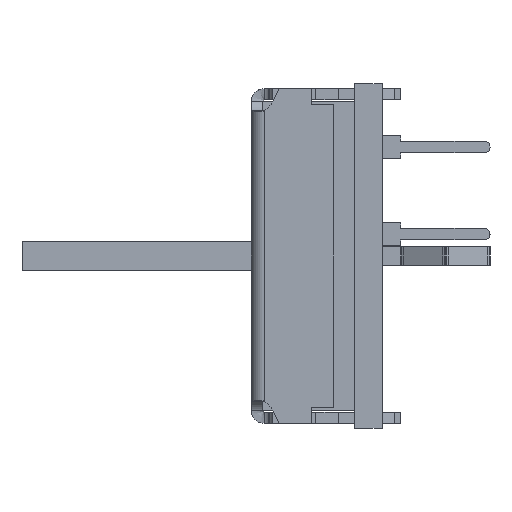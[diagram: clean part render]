
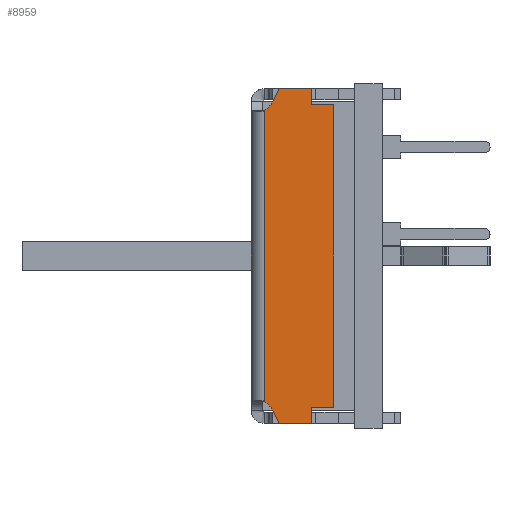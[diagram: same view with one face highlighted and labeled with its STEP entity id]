
A CAD part, left-side view. The second image highlights one B-rep face of the part: STEP entity #8959.
In plain terms, the highlighted planar face has unit normal (-1, 0, 0).
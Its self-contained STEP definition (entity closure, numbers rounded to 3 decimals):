
#37 = ORIENTED_EDGE ( 'NONE', *, *, #4475, .T. ) ;
#45 = EDGE_CURVE ( 'NONE', #11118, #5547, #2170, .T. ) ;
#75 = CIRCLE ( 'NONE', #5680, 0.65 ) ;
#167 = ORIENTED_EDGE ( 'NONE', *, *, #1492, .F. ) ;
#169 = CARTESIAN_POINT ( 'NONE',  ( -63.8, 6.126, -6.126 ) ) ;
#350 = EDGE_CURVE ( 'NONE', #9669, #11598, #9376, .T. ) ;
#429 = VERTEX_POINT ( 'NONE', #3772 ) ;
#471 = CIRCLE ( 'NONE', #10712, 0.65 ) ;
#488 = CARTESIAN_POINT ( 'NONE',  ( -63.8, 3.9, 6.6 ) ) ;
#495 = VECTOR ( 'NONE', #5811, 1000. ) ;
#610 = DIRECTION ( 'NONE',  ( 0., -1., 0. ) ) ;
#739 = EDGE_CURVE ( 'NONE', #981, #4952, #10606, .T. ) ;
#844 = ORIENTED_EDGE ( 'NONE', *, *, #3562, .T. ) ;
#981 = VERTEX_POINT ( 'NONE', #2342 ) ;
#1121 = ORIENTED_EDGE ( 'NONE', *, *, #350, .F. ) ;
#1187 = DIRECTION ( 'NONE',  ( 0., 0., -1. ) ) ;
#1479 = ORIENTED_EDGE ( 'NONE', *, *, #11441, .F. ) ;
#1492 = EDGE_CURVE ( 'NONE', #11118, #9669, #7768, .T. ) ;
#1544 = CARTESIAN_POINT ( 'NONE',  ( -63.8, 5.761, -6.491 ) ) ;
#1549 = EDGE_CURVE ( 'NONE', #5547, #3367, #10916, .T. ) ;
#1766 = CARTESIAN_POINT ( 'NONE',  ( -63.8, 6.221, -6.95 ) ) ;
#1823 = AXIS2_PLACEMENT_3D ( 'NONE', #8537, #2942, #7531 ) ;
#1906 = ORIENTED_EDGE ( 'NONE', *, *, #8139, .T. ) ;
#1953 = DIRECTION ( 'NONE',  ( 0., 0., 1. ) ) ;
#2122 = ORIENTED_EDGE ( 'NONE', *, *, #45, .T. ) ;
#2170 = LINE ( 'NONE', #5805, #5437 ) ;
#2178 = DIRECTION ( 'NONE',  ( 0., -1., 0. ) ) ;
#2303 = ORIENTED_EDGE ( 'NONE', *, *, #8378, .T. ) ;
#2339 = CARTESIAN_POINT ( 'NONE',  ( -63.8, 3.9, 7.3 ) ) ;
#2342 = CARTESIAN_POINT ( 'NONE',  ( -63.8, 5.283, 7.3 ) ) ;
#2344 = DIRECTION ( 'NONE',  ( 0., -1., 0. ) ) ;
#2430 = CIRCLE ( 'NONE', #1823, 0.65 ) ;
#2595 = AXIS2_PLACEMENT_3D ( 'NONE', #4010, #7849, #2939 ) ;
#2619 = ORIENTED_EDGE ( 'NONE', *, *, #11020, .F. ) ;
#2677 = DIRECTION ( 'NONE',  ( 0., 0.449, -0.894 ) ) ;
#2796 = CARTESIAN_POINT ( 'NONE',  ( -63.8, 5.283, 7.3 ) ) ;
#2925 = VECTOR ( 'NONE', #2178, 1000. ) ;
#2939 = DIRECTION ( 'NONE',  ( 0., 1., 0. ) ) ;
#2942 = DIRECTION ( 'NONE',  ( 1., 0., 0. ) ) ;
#3003 = FACE_OUTER_BOUND ( 'NONE', #5720, .T. ) ;
#3051 = CARTESIAN_POINT ( 'NONE',  ( -63.8, 2.9, -6.6 ) ) ;
#3283 = CARTESIAN_POINT ( 'NONE',  ( -63.8, 6.221, 6.95 ) ) ;
#3367 = VERTEX_POINT ( 'NONE', #12390 ) ;
#3401 = EDGE_CURVE ( 'NONE', #6133, #11200, #6863, .T. ) ;
#3480 = VERTEX_POINT ( 'NONE', #10955 ) ;
#3518 = ORIENTED_EDGE ( 'NONE', *, *, #12399, .T. ) ;
#3524 = VECTOR ( 'NONE', #12288, 1000. ) ;
#3562 = EDGE_CURVE ( 'NONE', #9279, #9417, #4461, .T. ) ;
#3772 = CARTESIAN_POINT ( 'NONE',  ( -63.8, 5.691, -6.561 ) ) ;
#4010 = CARTESIAN_POINT ( 'NONE',  ( -63.8, 0., 0. ) ) ;
#4041 = DIRECTION ( 'NONE',  ( 1., 0., 0. ) ) ;
#4193 = CARTESIAN_POINT ( 'NONE',  ( -63.8, 5.569, 6.729 ) ) ;
#4461 = LINE ( 'NONE', #10242, #6108 ) ;
#4475 = EDGE_CURVE ( 'NONE', #3480, #981, #8122, .T. ) ;
#4654 = VECTOR ( 'NONE', #1187, 1000. ) ;
#4776 = LINE ( 'NONE', #8549, #6286 ) ;
#4855 = ORIENTED_EDGE ( 'NONE', *, *, #739, .T. ) ;
#4888 = CIRCLE ( 'NONE', #11729, 0.65 ) ;
#4912 = CARTESIAN_POINT ( 'NONE',  ( -63.8, 3.9, -7.3 ) ) ;
#4952 = VERTEX_POINT ( 'NONE', #4193 ) ;
#5016 = PLANE ( 'NONE',  #2595 ) ;
#5225 = CARTESIAN_POINT ( 'NONE',  ( -63.8, 6.15, -7.021 ) ) ;
#5235 = CARTESIAN_POINT ( 'NONE',  ( -63.8, 2.9, 6.6 ) ) ;
#5284 = DIRECTION ( 'NONE',  ( 0., 1., 0. ) ) ;
#5437 = VECTOR ( 'NONE', #5999, 1000. ) ;
#5507 = LINE ( 'NONE', #12051, #6626 ) ;
#5539 = DIRECTION ( 'NONE',  ( 0., -1., 0. ) ) ;
#5547 = VERTEX_POINT ( 'NONE', #8374 ) ;
#5643 = ORIENTED_EDGE ( 'NONE', *, *, #8254, .F. ) ;
#5680 = AXIS2_PLACEMENT_3D ( 'NONE', #3283, #4041, #2344 ) ;
#5720 = EDGE_LOOP ( 'NONE', ( #2122, #7638, #2303, #8660, #1479, #37, #4855, #3518, #844, #1906, #5736, #2619, #6398, #5643, #1121, #167 ) ) ;
#5736 = ORIENTED_EDGE ( 'NONE', *, *, #3401, .F. ) ;
#5784 = CARTESIAN_POINT ( 'NONE',  ( -63.8, 5.283, -7.3 ) ) ;
#5805 = CARTESIAN_POINT ( 'NONE',  ( -63.8, 3.9, -6.6 ) ) ;
#5811 = DIRECTION ( 'NONE',  ( 0., 0.707, 0.707 ) ) ;
#5999 = DIRECTION ( 'NONE',  ( 0., 0., 1. ) ) ;
#6108 = VECTOR ( 'NONE', #7293, 1000. ) ;
#6133 = VERTEX_POINT ( 'NONE', #6261 ) ;
#6135 = VECTOR ( 'NONE', #10323, 1000. ) ;
#6261 = CARTESIAN_POINT ( 'NONE',  ( -63.8, 5.95, -6.359 ) ) ;
#6286 = VECTOR ( 'NONE', #10377, 1000. ) ;
#6398 = ORIENTED_EDGE ( 'NONE', *, *, #7525, .F. ) ;
#6626 = VECTOR ( 'NONE', #610, 1000. ) ;
#6842 = VECTOR ( 'NONE', #2677, 1000. ) ;
#6863 = LINE ( 'NONE', #10571, #9507 ) ;
#6890 = VERTEX_POINT ( 'NONE', #11963 ) ;
#6968 = LINE ( 'NONE', #488, #4654 ) ;
#7239 = DIRECTION ( 'NONE',  ( -1., 0., 0. ) ) ;
#7293 = DIRECTION ( 'NONE',  ( 0., 0.707, -0.707 ) ) ;
#7525 = EDGE_CURVE ( 'NONE', #429, #10344, #11407, .T. ) ;
#7531 = DIRECTION ( 'NONE',  ( 0., -1., 0. ) ) ;
#7638 = ORIENTED_EDGE ( 'NONE', *, *, #1549, .T. ) ;
#7768 = LINE ( 'NONE', #9591, #3524 ) ;
#7849 = DIRECTION ( 'NONE',  ( -1., 0., 0. ) ) ;
#8122 = LINE ( 'NONE', #2339, #8528 ) ;
#8139 = EDGE_CURVE ( 'NONE', #9417, #11200, #75, .T. ) ;
#8254 = EDGE_CURVE ( 'NONE', #11598, #429, #4888, .T. ) ;
#8374 = CARTESIAN_POINT ( 'NONE',  ( -63.8, 3.9, -6.6 ) ) ;
#8378 = EDGE_CURVE ( 'NONE', #3367, #12125, #4776, .T. ) ;
#8383 = CARTESIAN_POINT ( 'NONE',  ( -63.8, 5.569, -6.729 ) ) ;
#8494 = DIRECTION ( 'NONE',  ( -1., 0., 0. ) ) ;
#8528 = VECTOR ( 'NONE', #5284, 1000. ) ;
#8537 = CARTESIAN_POINT ( 'NONE',  ( -63.8, 6.15, 7.021 ) ) ;
#8549 = CARTESIAN_POINT ( 'NONE',  ( -63.8, 2.9, 0. ) ) ;
#8660 = ORIENTED_EDGE ( 'NONE', *, *, #9180, .F. ) ;
#8959 = ADVANCED_FACE ( 'NONE', ( #3003 ), #5016, .T. ) ;
#8965 = CARTESIAN_POINT ( 'NONE',  ( -63.8, 5.761, 6.491 ) ) ;
#9180 = EDGE_CURVE ( 'NONE', #6890, #12125, #5507, .T. ) ;
#9279 = VERTEX_POINT ( 'NONE', #9530 ) ;
#9376 = LINE ( 'NONE', #9504, #6135 ) ;
#9417 = VERTEX_POINT ( 'NONE', #8965 ) ;
#9504 = CARTESIAN_POINT ( 'NONE',  ( -63.8, 5.283, -7.3 ) ) ;
#9507 = VECTOR ( 'NONE', #1953, 1000. ) ;
#9530 = CARTESIAN_POINT ( 'NONE',  ( -63.8, 5.691, 6.561 ) ) ;
#9591 = CARTESIAN_POINT ( 'NONE',  ( -63.8, 3.9, -7.3 ) ) ;
#9669 = VERTEX_POINT ( 'NONE', #5784 ) ;
#10242 = CARTESIAN_POINT ( 'NONE',  ( -63.8, 6.126, 6.126 ) ) ;
#10323 = DIRECTION ( 'NONE',  ( 0., 0.449, 0.894 ) ) ;
#10344 = VERTEX_POINT ( 'NONE', #1544 ) ;
#10377 = DIRECTION ( 'NONE',  ( 0., 0., 1. ) ) ;
#10571 = CARTESIAN_POINT ( 'NONE',  ( -63.8, 5.95, 0. ) ) ;
#10606 = LINE ( 'NONE', #2796, #6842 ) ;
#10712 = AXIS2_PLACEMENT_3D ( 'NONE', #1766, #8494, #5539 ) ;
#10916 = LINE ( 'NONE', #3051, #2925 ) ;
#10955 = CARTESIAN_POINT ( 'NONE',  ( -63.8, 3.9, 7.3 ) ) ;
#11020 = EDGE_CURVE ( 'NONE', #10344, #6133, #471, .T. ) ;
#11118 = VERTEX_POINT ( 'NONE', #4912 ) ;
#11120 = CARTESIAN_POINT ( 'NONE',  ( -63.8, 5.95, 6.359 ) ) ;
#11200 = VERTEX_POINT ( 'NONE', #11120 ) ;
#11407 = LINE ( 'NONE', #169, #495 ) ;
#11441 = EDGE_CURVE ( 'NONE', #3480, #6890, #6968, .T. ) ;
#11598 = VERTEX_POINT ( 'NONE', #8383 ) ;
#11729 = AXIS2_PLACEMENT_3D ( 'NONE', #5225, #7239, #11967 ) ;
#11963 = CARTESIAN_POINT ( 'NONE',  ( -63.8, 3.9, 6.6 ) ) ;
#11967 = DIRECTION ( 'NONE',  ( 0., -1., 0. ) ) ;
#12051 = CARTESIAN_POINT ( 'NONE',  ( -63.8, 2.9, 6.6 ) ) ;
#12125 = VERTEX_POINT ( 'NONE', #5235 ) ;
#12288 = DIRECTION ( 'NONE',  ( 0., 1., 0. ) ) ;
#12390 = CARTESIAN_POINT ( 'NONE',  ( -63.8, 2.9, -6.6 ) ) ;
#12399 = EDGE_CURVE ( 'NONE', #4952, #9279, #2430, .T. ) ;
